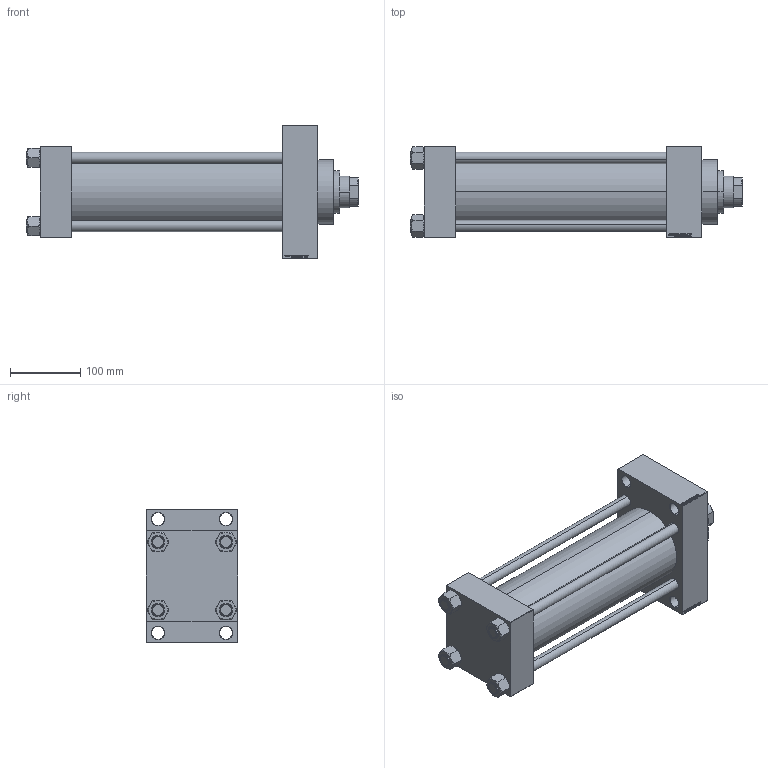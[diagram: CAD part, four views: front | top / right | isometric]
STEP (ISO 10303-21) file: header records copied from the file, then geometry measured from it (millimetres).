
FILE_DESCRIPTION (( 'STEP AP203' ), '1' );
FILE_NAME ('7d14.STEP', '2022-04-16T10:11:31', ( '' ), ( '' ), 'SwSTEP 2.0', 'SolidWorks 2019', '' );
FILE_SCHEMA (( 'CONFIG_CONTROL_DESIGN' ));
Length unit declared in the file: millimetre
Products named in the file (6): V215CR_D_Body 3b9096a91ac1eb99732ac950bafac446; 7d14; V215CR_VCP_D 3b9096a91ac1eb99732ac950bafac446; V215_VC_A 3b9096a91ac1eb99732ac950bafac446; V215CR_D_TYCINKA 3b9096a91ac1eb99732ac950bafac446; NUT_M5_D 3b9096a91ac1eb99732ac950bafac446
Assembly tree (11 placements, depth 2):
  7d14
    V215CR_D_Body 3b9096a91ac1eb99732ac950bafac446
    V215CR_VCP_D 3b9096a91ac1eb99732ac950bafac446
    NUT_M5_D 3b9096a91ac1eb99732ac950bafac446  x4
    V215CR_D_TYCINKA 3b9096a91ac1eb99732ac950bafac446  x4
    V215_VC_A 3b9096a91ac1eb99732ac950bafac446
Bounding box: 473 x 130 x 190 mm (x, y, z)
Volume: 3380475 mm3; surface area: 579847.7 mm2
Topology: 11 solids, 11 shells, 1160 faces, 2920 edges, 1895 vertices
Faces by surface type: plane 547, bspline 368, cone 144, cylinder 93, torus 8
Entity records: 47908 total; most frequent: CARTESIAN_POINT 25220, ORIENTED_EDGE 5104, DIRECTION 3316, EDGE_CURVE 2552, VERTEX_POINT 1673, LINE 1534, VECTOR 1534, EDGE_LOOP 1137
